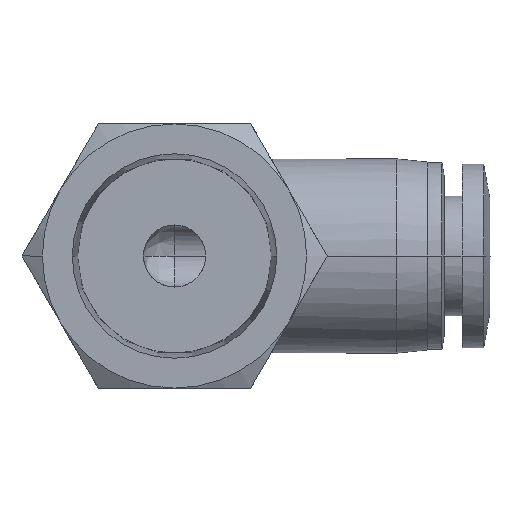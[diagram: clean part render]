
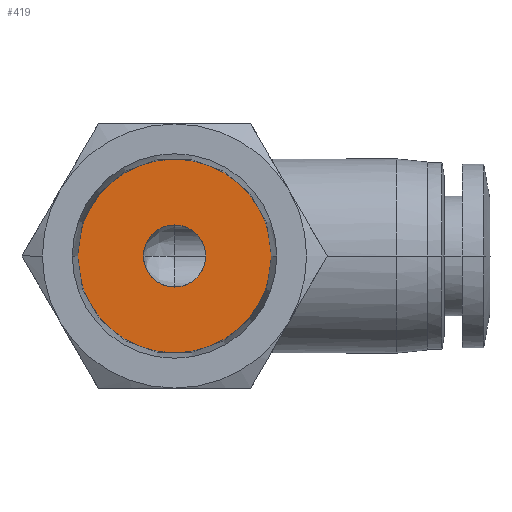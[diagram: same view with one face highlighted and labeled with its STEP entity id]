
A CAD part, front view. The second image highlights one B-rep face of the part: STEP entity #419.
In plain terms, the highlighted planar face has unit normal (0, -1, 0).
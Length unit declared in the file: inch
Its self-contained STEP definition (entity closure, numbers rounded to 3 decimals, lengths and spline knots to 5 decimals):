
#295 = ORIENTED_EDGE ( 'NONE', *, *, #2113, .F. ) ;
#419 = ADVANCED_FACE ( 'NONE', ( #1405, #2276 ), #2886, .F. ) ;
#497 = DIRECTION ( 'NONE',  ( 0., -1., 0. ) ) ;
#916 = CARTESIAN_POINT ( 'NONE',  ( -0.07874, -0.07874, 0. ) ) ;
#1020 = CIRCLE ( 'NONE', #1549, 0.24546 ) ;
#1029 = EDGE_CURVE ( 'NONE', #2439, #1421, #1020, .T. ) ;
#1110 = DIRECTION ( 'NONE',  ( 0., -1., 0. ) ) ;
#1205 = AXIS2_PLACEMENT_3D ( 'NONE', #3037, #1110, #3344 ) ;
#1314 = DIRECTION ( 'NONE',  ( 0., 0., 1. ) ) ;
#1405 = FACE_BOUND ( 'NONE', #1789, .T. ) ;
#1421 = VERTEX_POINT ( 'NONE', #2284 ) ;
#1536 = VERTEX_POINT ( 'NONE', #916 ) ;
#1549 = AXIS2_PLACEMENT_3D ( 'NONE', #2485, #497, #2794 ) ;
#1789 = EDGE_LOOP ( 'NONE', ( #3213, #295 ) ) ;
#1851 = CIRCLE ( 'NONE', #2477, 0.24546 ) ;
#1874 = DIRECTION ( 'NONE',  ( 0., -1., 0. ) ) ;
#1907 = EDGE_CURVE ( 'NONE', #1421, #2439, #1851, .T. ) ;
#1923 = DIRECTION ( 'NONE',  ( 0., 1., 0. ) ) ;
#1990 = VERTEX_POINT ( 'NONE', #2192 ) ;
#1998 = DIRECTION ( 'NONE',  ( 0., -1., 0. ) ) ;
#2023 = CIRCLE ( 'NONE', #3877, 0.07874 ) ;
#2113 = EDGE_CURVE ( 'NONE', #1990, #1536, #2023, .T. ) ;
#2144 = AXIS2_PLACEMENT_3D ( 'NONE', #3848, #1923, #1314 ) ;
#2192 = CARTESIAN_POINT ( 'NONE',  ( 0.07874, -0.07874, 0. ) ) ;
#2276 = FACE_OUTER_BOUND ( 'NONE', #3811, .T. ) ;
#2284 = CARTESIAN_POINT ( 'NONE',  ( -0.24546, -0.07874, 0. ) ) ;
#2417 = CARTESIAN_POINT ( 'NONE',  ( 0.24546, -0.07874, 0. ) ) ;
#2439 = VERTEX_POINT ( 'NONE', #2417 ) ;
#2477 = AXIS2_PLACEMENT_3D ( 'NONE', #3756, #1874, #4096 ) ;
#2485 = CARTESIAN_POINT ( 'NONE',  ( 0., -0.07874, 0. ) ) ;
#2786 = CIRCLE ( 'NONE', #1205, 0.07874 ) ;
#2794 = DIRECTION ( 'NONE',  ( 1., 0., 0. ) ) ;
#2886 = PLANE ( 'NONE',  #2144 ) ;
#3037 = CARTESIAN_POINT ( 'NONE',  ( 0., -0.07874, 0. ) ) ;
#3213 = ORIENTED_EDGE ( 'NONE', *, *, #4116, .F. ) ;
#3344 = DIRECTION ( 'NONE',  ( -1., 0., 0. ) ) ;
#3568 = ORIENTED_EDGE ( 'NONE', *, *, #1907, .T. ) ;
#3756 = CARTESIAN_POINT ( 'NONE',  ( 0., -0.07874, 0. ) ) ;
#3784 = ORIENTED_EDGE ( 'NONE', *, *, #1029, .T. ) ;
#3811 = EDGE_LOOP ( 'NONE', ( #3784, #3568 ) ) ;
#3848 = CARTESIAN_POINT ( 'NONE',  ( 0.1621, -0.07874, 0. ) ) ;
#3877 = AXIS2_PLACEMENT_3D ( 'NONE', #3893, #1998, #4220 ) ;
#3893 = CARTESIAN_POINT ( 'NONE',  ( 0., -0.07874, 0. ) ) ;
#4096 = DIRECTION ( 'NONE',  ( 1., 0., 0. ) ) ;
#4116 = EDGE_CURVE ( 'NONE', #1536, #1990, #2786, .T. ) ;
#4220 = DIRECTION ( 'NONE',  ( -1., 0., 0. ) ) ;
